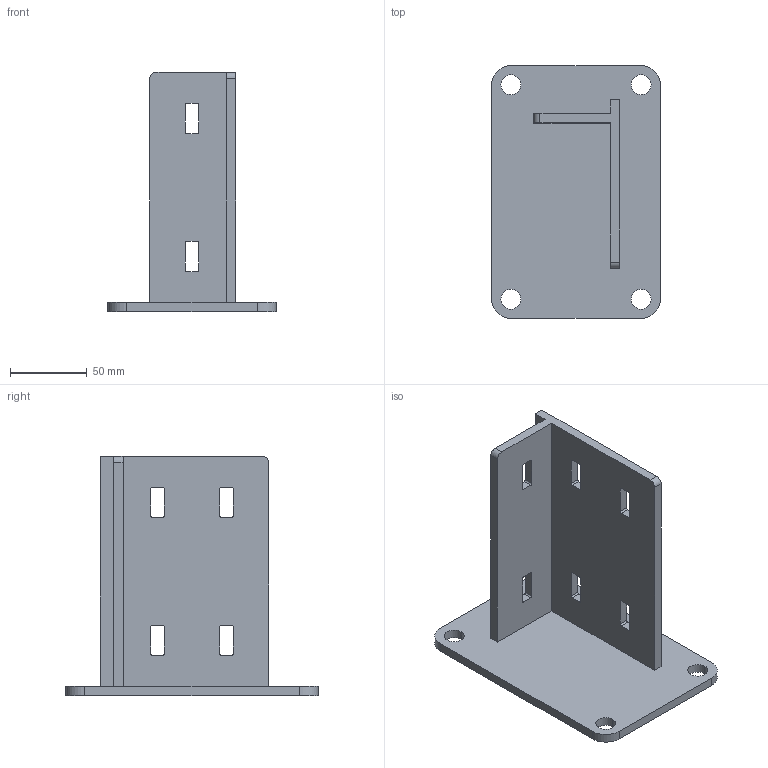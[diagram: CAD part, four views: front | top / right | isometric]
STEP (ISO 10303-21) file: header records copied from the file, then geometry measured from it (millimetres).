
FILE_DESCRIPTION (( 'STEP AP203' ), '1' );
FILE_NAME ('3_842_536_207_Bosch.step', '2024-06-10T08:36:19', ( '' ), ( '' ), 'SwSTEP 2.0', 'SolidWorks 2014', '' );
FILE_SCHEMA (( 'CONFIG_CONTROL_DESIGN' ));
Length unit declared in the file: millimetre
Products named in the file (1): 3_842_536_207_Bosch
Bounding box: 110 x 165 x 156 mm (x, y, z)
Volume: 242635.4 mm3; surface area: 88813.9 mm2
Topology: 1 solids, 1 shells, 77 faces, 222 edges, 148 vertices
Faces by surface type: plane 39, cylinder 38
Entity records: 2669 total; most frequent: DIRECTION 454, CARTESIAN_POINT 448, ORIENTED_EDGE 444, EDGE_CURVE 222, AXIS2_PLACEMENT_3D 154, VERTEX_POINT 148, LINE 146, VECTOR 146
